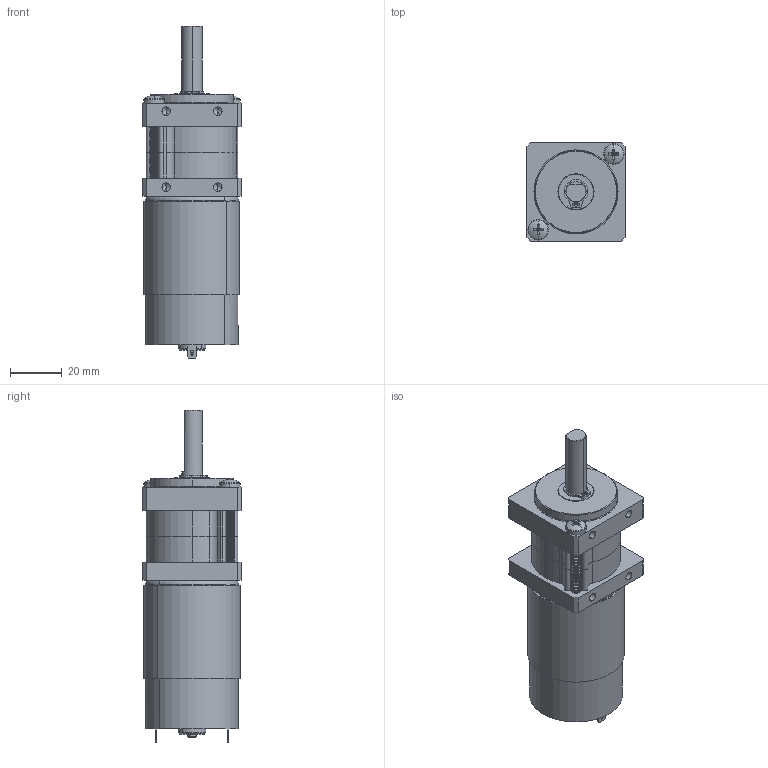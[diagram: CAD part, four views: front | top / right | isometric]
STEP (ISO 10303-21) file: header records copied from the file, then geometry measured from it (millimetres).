
FILE_DESCRIPTION (( 'STEP AP203' ), '1' );
FILE_NAME ('Orbit500_16X_MotorRS555_Step.STEP', '2018-10-22T20:14:11', ( '' ), ( '' ), 'SwSTEP 2.0', 'SolidWorks 2013', '' );
FILE_SCHEMA (( 'CONFIG_CONTROL_DESIGN' ));
Length unit declared in the file: millimetre
Products named in the file (12): Montagem_Eixo_Tampa_2; Redutor_Planet_Flange_Motor; Plantaria_Colar_45dentes; Motor_SerieAK555; pan cross head_am_B18.6.7M - M4 x 0.7 x 35 Type I Cross Recessed PHMS --35S; Planetaria_Arruela; Orbit500_16X_MotorRS555_Step; pan cross head_am_B18.6.7M - M3 x 0.5 x 8 Type I Cross Recessed PHMS --8C; Redutor_Planet_Flange_EIXO; Planetaria_Bucha; Planetária_Eixo_8mm-Novo; external retaining ring 8mm
Assembly tree (14 placements, depth 3):
  Orbit500_16X_MotorRS555_Step
    Redutor_Planet_Flange_Motor
    Motor_SerieAK555
    Planetaria_Arruela
    pan cross head_am_B18.6.7M - M3 x 0.5 x 8 Type I Cross Recessed PHMS --8C  x2
    Montagem_Eixo_Tampa_2
      Redutor_Planet_Flange_EIXO
      Planetaria_Bucha
      Planetária_Eixo_8mm-Novo
      external retaining ring 8mm
    Plantaria_Colar_45dentes  x2
    pan cross head_am_B18.6.7M - M4 x 0.7 x 35 Type I Cross Recessed PHMS --35S  x2
Bounding box: 38.1 x 38.1 x 128.8 mm (x, y, z)
Volume: 91444.7 mm3; surface area: 32911.4 mm2
Topology: 13 solids, 13 shells, 1108 faces, 2799 edges, 1745 vertices
Faces by surface type: cone 463, cylinder 416, plane 173, torus 48, sphere 8
Entity records: 23077 total; most frequent: DIRECTION 4279, CARTESIAN_POINT 3659, ORIENTED_EDGE 3560, EDGE_CURVE 1780, AXIS2_PLACEMENT_3D 1767, VERTEX_POINT 1123, CIRCLE 1029, EDGE_LOOP 793
